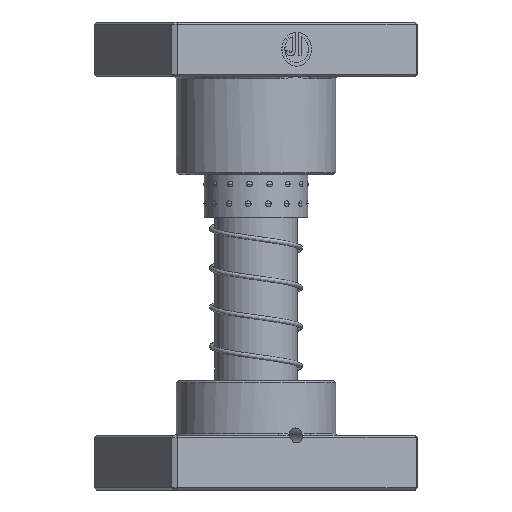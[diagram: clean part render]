
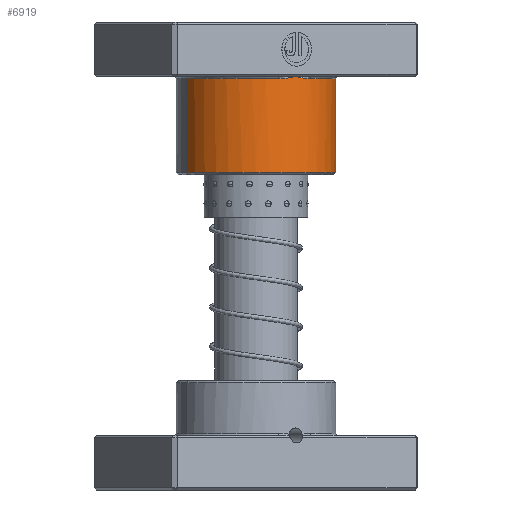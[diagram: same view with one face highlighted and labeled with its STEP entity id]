
A CAD part, front view. The second image highlights one B-rep face of the part: STEP entity #6919.
In plain terms, the highlighted cylindrical face has radius 36.5 mm (diameter 73 mm), a partial arc.
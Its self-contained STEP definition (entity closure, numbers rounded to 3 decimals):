
#847 = DIRECTION ( 'NONE',  ( 0., 0., -1. ) ) ;
#1204 = DIRECTION ( 'NONE',  ( 0., 0., -1. ) ) ;
#1321 = CARTESIAN_POINT ( 'NONE',  ( 0., 0., 26. ) ) ;
#2209 = EDGE_LOOP ( 'NONE', ( #20887, #40068, #29979, #37960, #3056, #42099, #33737 ) ) ;
#2497 = VERTEX_POINT ( 'NONE', #33858 ) ;
#2733 = CARTESIAN_POINT ( 'NONE',  ( 7.68, 35.69, 26. ) ) ;
#2755 = CARTESIAN_POINT ( 'NONE',  ( 8.373, 35.527, 26. ) ) ;
#2866 = VERTEX_POINT ( 'NONE', #32535 ) ;
#3054 = CARTESIAN_POINT ( 'NONE',  ( -1.75, 36.46, 25.291 ) ) ;
#3056 = ORIENTED_EDGE ( 'NONE', *, *, #36733, .T. ) ;
#4057 = DIRECTION ( 'NONE',  ( 0., 0., -1. ) ) ;
#4534 = DIRECTION ( 'NONE',  ( -1., 0., 0. ) ) ;
#4646 = DIRECTION ( 'NONE',  ( 1., 0., 0. ) ) ;
#4817 = CARTESIAN_POINT ( 'NONE',  ( -8.373, 35.527, 26. ) ) ;
#5402 = CARTESIAN_POINT ( 'NONE',  ( -36.5, 0., 26. ) ) ;
#5652 = EDGE_CURVE ( 'NONE', #33255, #24599, #11238, .T. ) ;
#6097 = CARTESIAN_POINT ( 'NONE',  ( 8.373, 35.527, 26. ) ) ;
#6419 = CARTESIAN_POINT ( 'NONE',  ( -3.495, 36.339, 25.565 ) ) ;
#6919 = ADVANCED_FACE ( 'NONE', ( #17047 ), #23838, .T. ) ;
#8428 = VECTOR ( 'NONE', #11606, 1000. ) ;
#8801 = VECTOR ( 'NONE', #4057, 1000. ) ;
#9784 = CARTESIAN_POINT ( 'NONE',  ( -5.587, 36.077, 25.837 ) ) ;
#10557 = CARTESIAN_POINT ( 'NONE',  ( 36.5, 0., 69. ) ) ;
#11238 = CIRCLE ( 'NONE', #25530, 36.5 ) ;
#11606 = DIRECTION ( 'NONE',  ( 0., 0., -1. ) ) ;
#12131 = CIRCLE ( 'NONE', #14825, 36.5 ) ;
#12827 = CARTESIAN_POINT ( 'NONE',  ( 6.984, 35.833, 25.96 ) ) ;
#13138 = CARTESIAN_POINT ( 'NONE',  ( -7.68, 35.69, 26. ) ) ;
#13884 = VERTEX_POINT ( 'NONE', #2755 ) ;
#14825 = AXIS2_PLACEMENT_3D ( 'NONE', #1321, #24720, #4646 ) ;
#15785 = EDGE_CURVE ( 'NONE', #2497, #24599, #17378, .T. ) ;
#15913 = AXIS2_PLACEMENT_3D ( 'NONE', #20888, #847, #24221 ) ;
#16205 = CARTESIAN_POINT ( 'NONE',  ( 4.89, 36.178, 25.754 ) ) ;
#16385 = CARTESIAN_POINT ( 'NONE',  ( 0., 36.5, 25. ) ) ;
#17047 = FACE_OUTER_BOUND ( 'NONE', #2209, .T. ) ;
#17224 = EDGE_CURVE ( 'NONE', #33691, #13884, #12131, .T. ) ;
#17378 = LINE ( 'NONE', #21606, #8428 ) ;
#19582 = DIRECTION ( 'NONE',  ( 0., 0., 1. ) ) ;
#19608 = CARTESIAN_POINT ( 'NONE',  ( 1.403, 36.5, 25.235 ) ) ;
#20887 = ORIENTED_EDGE ( 'NONE', *, *, #32268, .T. ) ;
#20888 = CARTESIAN_POINT ( 'NONE',  ( 0., 0., 69. ) ) ;
#21606 = CARTESIAN_POINT ( 'NONE',  ( -36.5, 0., 70. ) ) ;
#22785 = AXIS2_PLACEMENT_3D ( 'NONE', #24598, #1204, #4534 ) ;
#23128 = CARTESIAN_POINT ( 'NONE',  ( -1.4, 36.475, 25.234 ) ) ;
#23838 = CYLINDRICAL_SURFACE ( 'NONE', #22785, 36.5 ) ;
#24221 = DIRECTION ( 'NONE',  ( 1., 0., 0. ) ) ;
#24266 = CARTESIAN_POINT ( 'NONE',  ( 36.5, 0., 26. ) ) ;
#24598 = CARTESIAN_POINT ( 'NONE',  ( 0., 0., 70. ) ) ;
#24599 = VERTEX_POINT ( 'NONE', #5402 ) ;
#24720 = DIRECTION ( 'NONE',  ( 0., 0., 1. ) ) ;
#25530 = AXIS2_PLACEMENT_3D ( 'NONE', #39586, #19582, #42947 ) ;
#25551 = B_SPLINE_CURVE_WITH_KNOTS ( 'NONE', 3,
 ( #16385, #36412, #43152, #23128, #3054, #26505, #6419, #29842, #9784, #33209, #13138, #36555 ),
 .UNSPECIFIED., .F., .F.,
 ( 4, 2, 2, 2, 2, 4 ),
 ( 0., 0.001, 0.002, 0.004, 0.006, 0.008 ),
 .UNSPECIFIED. ) ;
#26505 = CARTESIAN_POINT ( 'NONE',  ( -2.798, 36.399, 25.459 ) ) ;
#27776 = CARTESIAN_POINT ( 'NONE',  ( 36.5, 0., 70. ) ) ;
#29718 = CIRCLE ( 'NONE', #15913, 36.5 ) ;
#29842 = CARTESIAN_POINT ( 'NONE',  ( -4.89, 36.178, 25.754 ) ) ;
#29979 = ORIENTED_EDGE ( 'NONE', *, *, #17224, .T. ) ;
#31363 = VERTEX_POINT ( 'NONE', #10557 ) ;
#32268 = EDGE_CURVE ( 'NONE', #2497, #31363, #29718, .T. ) ;
#32535 = CARTESIAN_POINT ( 'NONE',  ( 0., 36.5, 25. ) ) ;
#33209 = CARTESIAN_POINT ( 'NONE',  ( -6.984, 35.833, 25.96 ) ) ;
#33255 = VERTEX_POINT ( 'NONE', #4817 ) ;
#33691 = VERTEX_POINT ( 'NONE', #24266 ) ;
#33737 = ORIENTED_EDGE ( 'NONE', *, *, #15785, .F. ) ;
#33858 = CARTESIAN_POINT ( 'NONE',  ( -36.5, 0., 69. ) ) ;
#36238 = CARTESIAN_POINT ( 'NONE',  ( 5.587, 36.077, 25.837 ) ) ;
#36412 = CARTESIAN_POINT ( 'NONE',  ( -0.349, 36.5, 25.059 ) ) ;
#36555 = CARTESIAN_POINT ( 'NONE',  ( -8.373, 35.527, 26. ) ) ;
#36733 = EDGE_CURVE ( 'NONE', #2866, #33255, #25551, .T. ) ;
#37109 = EDGE_CURVE ( 'NONE', #13884, #2866, #38959, .T. ) ;
#37960 = ORIENTED_EDGE ( 'NONE', *, *, #37109, .T. ) ;
#38959 = B_SPLINE_CURVE_WITH_KNOTS ( 'NONE', 3,
 ( #6097, #2733, #12827, #36238, #16205, #39613, #19608, #42970 ),
 .UNSPECIFIED., .F., .F.,
 ( 4, 2, 2, 4 ),
 ( 0., 0.002, 0.004, 0.009 ),
 .UNSPECIFIED. ) ;
#39091 = EDGE_CURVE ( 'NONE', #31363, #33691, #43379, .T. ) ;
#39586 = CARTESIAN_POINT ( 'NONE',  ( 0., 0., 26. ) ) ;
#39613 = CARTESIAN_POINT ( 'NONE',  ( 2.798, 36.42, 25.47 ) ) ;
#40068 = ORIENTED_EDGE ( 'NONE', *, *, #39091, .T. ) ;
#42099 = ORIENTED_EDGE ( 'NONE', *, *, #5652, .T. ) ;
#42947 = DIRECTION ( 'NONE',  ( 1., 0., 0. ) ) ;
#42970 = CARTESIAN_POINT ( 'NONE',  ( 0., 36.5, 25. ) ) ;
#43152 = CARTESIAN_POINT ( 'NONE',  ( -0.701, 36.495, 25.118 ) ) ;
#43379 = LINE ( 'NONE', #27776, #8801 ) ;
